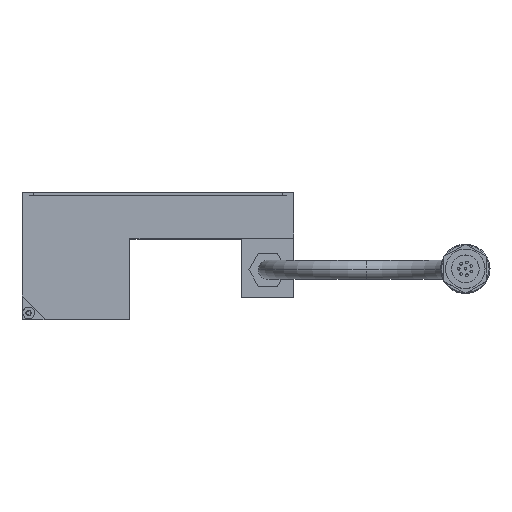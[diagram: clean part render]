
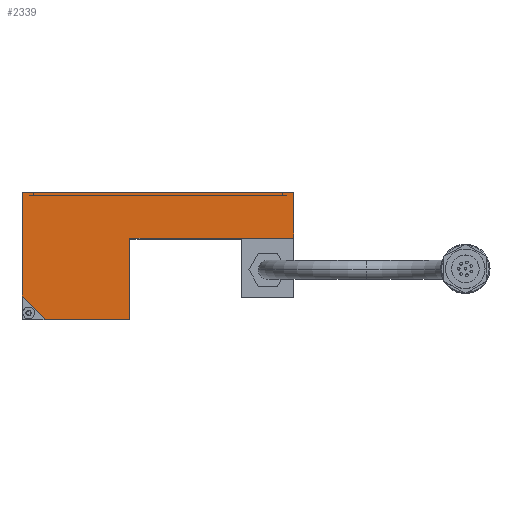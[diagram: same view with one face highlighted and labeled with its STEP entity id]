
A CAD part, top view. The second image highlights one B-rep face of the part: STEP entity #2339.
In plain terms, the highlighted planar face has unit normal (0, 0, 1).
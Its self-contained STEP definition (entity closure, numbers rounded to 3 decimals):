
#2239 = EDGE_CURVE( '', #4989, #2433, #6041, .T. );
#2255 = EDGE_CURVE( '', #2651, #3115, #6057, .T. );
#2339 = ADVANCED_FACE( '', ( #6149 ), #6150, .T. );
#2433 = VERTEX_POINT( '', #6258 );
#2651 = VERTEX_POINT( '', #6498 );
#2973 = EDGE_CURVE( '', #3371, #4213, #6854, .T. );
#3115 = VERTEX_POINT( '', #7017 );
#3371 = VERTEX_POINT( '', #7307 );
#3685 = EDGE_CURVE( '', #4177, #5241, #7660, .T. );
#3721 = EDGE_CURVE( '', #3115, #3371, #7701, .T. );
#3855 = EDGE_CURVE( '', #5115, #2651, #7847, .T. );
#3883 = EDGE_CURVE( '', #2433, #5115, #7876, .T. );
#4177 = VERTEX_POINT( '', #8199 );
#4213 = VERTEX_POINT( '', #8239 );
#4989 = VERTEX_POINT( '', #9108 );
#5019 = EDGE_CURVE( '', #5251, #4989, #9139, .T. );
#5095 = EDGE_CURVE( '', #5241, #5251, #9224, .T. );
#5115 = VERTEX_POINT( '', #9244 );
#5241 = VERTEX_POINT( '', #9376 );
#5251 = VERTEX_POINT( '', #9386 );
#5609 = EDGE_CURVE( '', #4213, #4177, #9783, .T. );
#6041 = LINE( '', #10329, #10330 );
#6057 = LINE( '', #10350, #10351 );
#6149 = FACE_OUTER_BOUND( '', #10476, .T. );
#6150 = PLANE( '', #10477 );
#6258 = CARTESIAN_POINT( '', ( -17., 7.5, 0. ) );
#6498 = CARTESIAN_POINT( '', ( 32.8, 32., 0. ) );
#6854 = LINE( '', #11398, #11399 );
#7017 = CARTESIAN_POINT( '', ( 32.8, 45.9, 0. ) );
#7307 = CARTESIAN_POINT( '', ( 32.7, 46., 0. ) );
#7660 = LINE( '', #12472, #12473 );
#7701 = LINE( '', #12525, #12526 );
#7847 = LINE( '', #12727, #12728 );
#7876 = LINE( '', #12771, #12772 );
#8199 = CARTESIAN_POINT( '', ( -49.8, 45.9, 0. ) );
#8239 = CARTESIAN_POINT( '', ( -49.7, 46., 0. ) );
#9108 = CARTESIAN_POINT( '', ( -17.1, 7.4, 0. ) );
#9139 = LINE( '', #14445, #14446 );
#9224 = LINE( '', #14553, #14554 );
#9244 = CARTESIAN_POINT( '', ( -17., 32., 0. ) );
#9376 = CARTESIAN_POINT( '', ( -49.8, 14.4, 0. ) );
#9386 = CARTESIAN_POINT( '', ( -42.8, 7.4, 0. ) );
#9783 = LINE( '', #15322, #15323 );
#10329 = CARTESIAN_POINT( '', ( -17.1, 7.4, 0. ) );
#10330 = VECTOR( '', #15845, 1. );
#10350 = CARTESIAN_POINT( '', ( 32.8, 14.2, 0. ) );
#10351 = VECTOR( '', #15855, 1. );
#10476 = EDGE_LOOP( '', ( #15955, #15956, #15957, #15958, #15959, #15960, #15961, #15962, #15963, #15964 ) );
#10477 = AXIS2_PLACEMENT_3D( '', #15965, #15966, #15967 );
#11398 = CARTESIAN_POINT( '', ( 32.7, 46., 0. ) );
#11399 = VECTOR( '', #16772, 1. );
#12472 = CARTESIAN_POINT( '', ( -49.8, 45.9, 0. ) );
#12473 = VECTOR( '', #17790, 1. );
#12525 = CARTESIAN_POINT( '', ( 32.8, 45.9, 0. ) );
#12526 = VECTOR( '', #17846, 1. );
#12727 = CARTESIAN_POINT( '', ( -17., 32., 0. ) );
#12728 = VECTOR( '', #18003, 1. );
#12771 = CARTESIAN_POINT( '', ( -17., 7.5, 0. ) );
#12772 = VECTOR( '', #18037, 1. );
#14445 = CARTESIAN_POINT( '', ( -49.7, 7.4, 0. ) );
#14446 = VECTOR( '', #19664, 1. );
#14553 = CARTESIAN_POINT( '', ( -30.25, -5.15, 0. ) );
#14554 = VECTOR( '', #19770, 1. );
#15322 = CARTESIAN_POINT( '', ( -49.7, 46., 0. ) );
#15323 = VECTOR( '', #20379, 1. );
#15845 = DIRECTION( '', ( 0.707, 0.707, 0. ) );
#15855 = DIRECTION( '', ( 0., 1., 0. ) );
#15955 = ORIENTED_EDGE( '', *, *, #5095, .T. );
#15956 = ORIENTED_EDGE( '', *, *, #5019, .T. );
#15957 = ORIENTED_EDGE( '', *, *, #2239, .T. );
#15958 = ORIENTED_EDGE( '', *, *, #3883, .T. );
#15959 = ORIENTED_EDGE( '', *, *, #3855, .T. );
#15960 = ORIENTED_EDGE( '', *, *, #2255, .T. );
#15961 = ORIENTED_EDGE( '', *, *, #3721, .T. );
#15962 = ORIENTED_EDGE( '', *, *, #2973, .T. );
#15963 = ORIENTED_EDGE( '', *, *, #5609, .T. );
#15964 = ORIENTED_EDGE( '', *, *, #3685, .T. );
#15965 = CARTESIAN_POINT( '', ( 0., 0., 0. ) );
#15966 = DIRECTION( '', ( 0., 0., 1. ) );
#15967 = DIRECTION( '', ( 1., 0., 0. ) );
#16772 = DIRECTION( '', ( -1., 0., 0. ) );
#17790 = DIRECTION( '', ( 0., -1., 0. ) );
#17846 = DIRECTION( '', ( -0.707, 0.707, 0. ) );
#18003 = DIRECTION( '', ( 1., 0., 0. ) );
#18037 = DIRECTION( '', ( 0., 1., 0. ) );
#19664 = DIRECTION( '', ( 1., 0., 0. ) );
#19770 = DIRECTION( '', ( 0.707, -0.707, 0. ) );
#20379 = DIRECTION( '', ( -0.707, -0.707, 0. ) );
